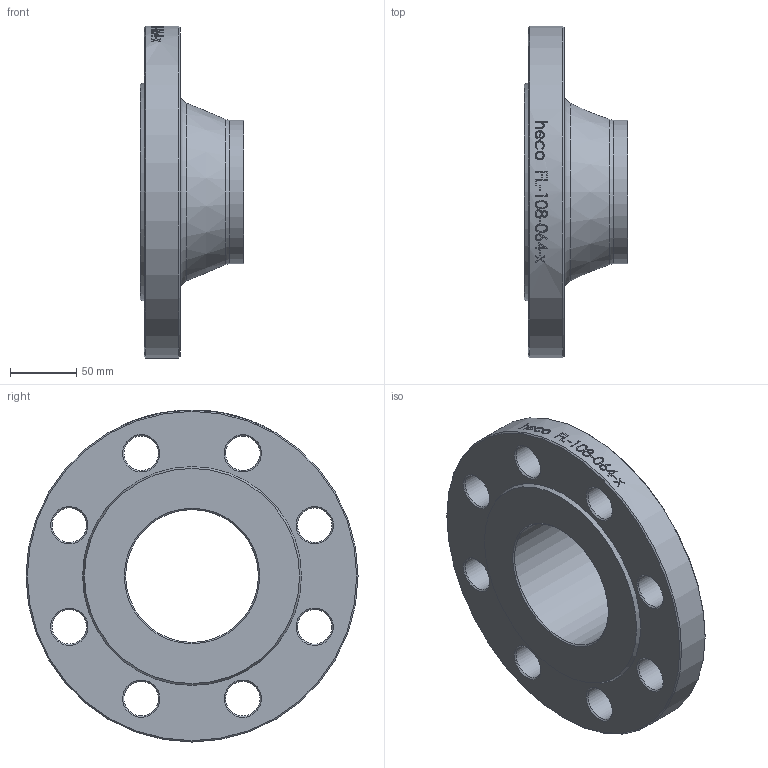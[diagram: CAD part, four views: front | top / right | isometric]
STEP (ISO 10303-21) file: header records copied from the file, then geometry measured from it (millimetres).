
FILE_DESCRIPTION (( 'STEP AP214' ), '1' );
FILE_NAME ('FL-108-064-x Vorschweissflansch EN1092 2102.STEP', '2021-02-17T09:21:30', ( '' ), ( '' ), 'SwSTEP 2.0', 'SolidWorks 2019', '' );
FILE_SCHEMA (( 'AUTOMOTIVE_DESIGN' ));
Length unit declared in the file: millimetre
Products named in the file (1): FL-108-064-x Vorschweissflansch EN1092 2102
Bounding box: 78 x 250 x 250 mm (x, y, z)
Volume: 1202217.5 mm3; surface area: 149273.9 mm2
Topology: 1 solids, 1 shells, 62 faces, 244 edges, 210 vertices
Faces by surface type: cylinder 35, cone 21, plane 4, torus 2
Full cylindrical faces by diameter (mm): 26 x8, 100 x1, 108 x1, 250 x1
Entity records: 6136 total; most frequent: CARTESIAN_POINT 4043, ORIENTED_EDGE 400, DIRECTION 308, VERTEX_POINT 200, EDGE_CURVE 200, AXIS2_PLACEMENT_3D 141, EDGE_LOOP 140, B_SPLINE_CURVE_WITH_KNOTS 96
